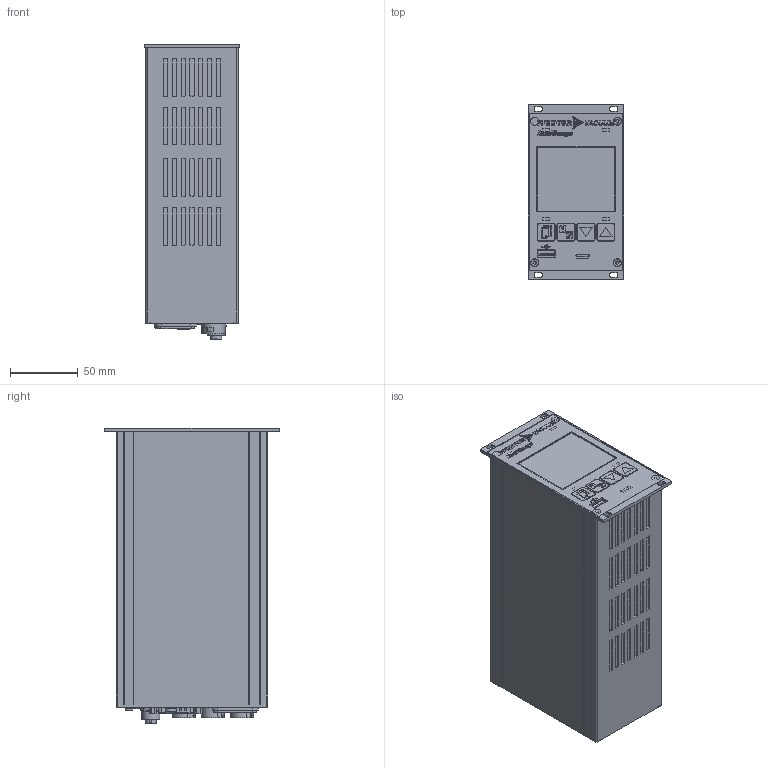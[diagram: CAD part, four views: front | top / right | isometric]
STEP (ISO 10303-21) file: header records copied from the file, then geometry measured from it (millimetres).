
FILE_DESCRIPTION(/* description */ (''),/* implementation_level */ '2;1');
FILE_NAME(/* name */ 'PT900011.stp',/* time_stamp */ '2015-02-18T08:08:51+01:00',/* author */ ('wieth'),/* organization */ (''),/* preprocessor_version */ 'ST-DEVELOPER v15.6',/* originating_system */ 'Autodesk Inventor 2015',/* authorisation */ '');
FILE_SCHEMA (('AUTOMOTIVE_DESIGN { 1 0 10303 214 3 1 1 }'));
Products named in the file (1): PT900011
Bounding box: 70.8 x 128.5 x 218.5 mm (x, y, z)
Volume: 1556137 mm3; surface area: 121167.7 mm2
Topology: 1 solids, 17 shells, 3378 faces, 10170 edges, 6997 vertices
Faces by surface type: plane 2003, cylinder 909, bspline 348, cone 50, torus 49, sphere 19
Full cylindrical faces by diameter (mm): 0.95 x15, 1.1 x4, 2.261 x2, 2.3 x1, 2.8 x2, 3 x3, 3.2 x2, 3.5 x1, 4 x1, 4.3 x2, 5.38 x1, 5.4 x1, 5.6 x10, 6 x10, 7.9 x1, 8 x2, 11 x1, 12 x1, 12.2 x1, 13.5 x1, 14 x3, 14.5 x1, 17 x3, 17.6 x3
Entity records: 142555 total; most frequent: CARTESIAN_POINT 49209, ORIENTED_EDGE 19936, DIRECTION 16640, EDGE_CURVE 9967, VERTEX_POINT 6915, LINE 6408, VECTOR 6408, AXIS2_PLACEMENT_3D 5116
